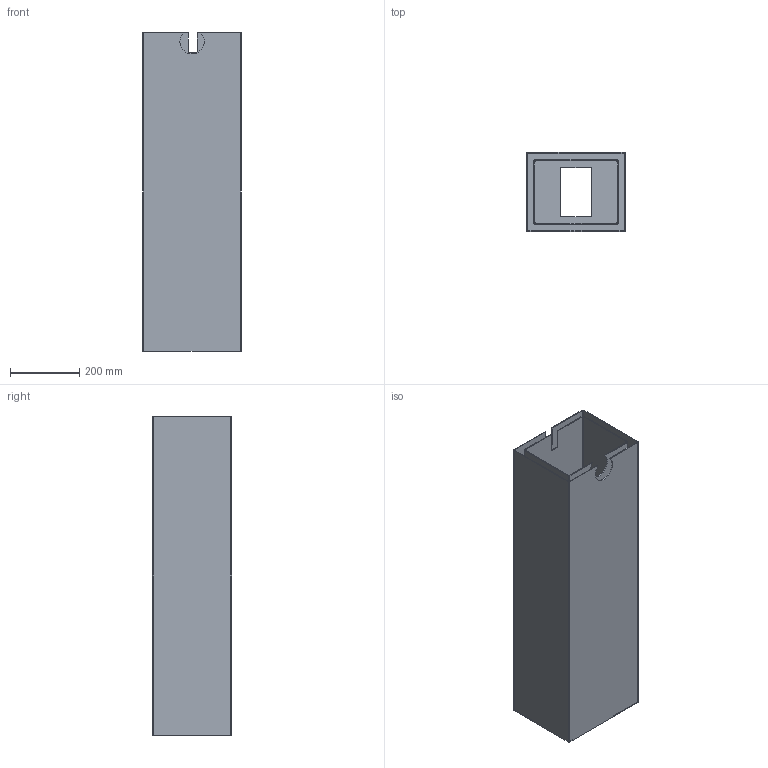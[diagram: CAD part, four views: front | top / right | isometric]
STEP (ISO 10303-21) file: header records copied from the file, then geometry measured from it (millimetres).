
FILE_DESCRIPTION (( 'STEP AP214' ), '1' );
FILE_NAME ('Cooler.STEP', '2025-05-06T17:54:36', ( 'Brian Williams' ), ( 'Home' ), 'SwSTEP 2.0', 'SolidWorks 2003240', '' );
FILE_SCHEMA (( 'AUTOMOTIVE_DESIGN' ));
Length unit declared in the file: inch
Products named in the file (1): Cooler
Bounding box: 285.75 x 228.6 x 920.75 mm (x, y, z)
Volume: 4163049.7 mm3; surface area: 3501164.1 mm2
Topology: 1 solids, 1 shells, 55 faces, 156 edges, 104 vertices
Faces by surface type: plane 33, cylinder 22
Entity records: 1825 total; most frequent: CARTESIAN_POINT 316, ORIENTED_EDGE 312, DIRECTION 312, EDGE_CURVE 156, LINE 112, VECTOR 112, VERTEX_POINT 104, AXIS2_PLACEMENT_3D 100
